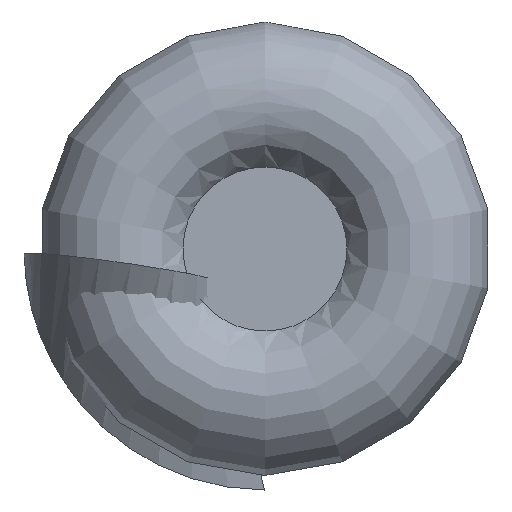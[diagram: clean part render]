
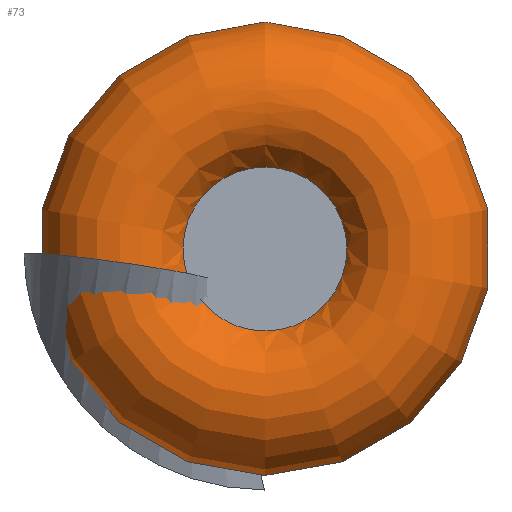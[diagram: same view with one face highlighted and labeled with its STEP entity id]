
A CAD part, left-side view. The second image highlights one B-rep face of the part: STEP entity #73.
In plain terms, the highlighted face is a revolution surface.
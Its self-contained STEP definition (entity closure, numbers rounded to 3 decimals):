
#58=SURFACE_OF_REVOLUTION('',#60,#59);
#59=AXIS1_PLACEMENT('',#410,#286);
#60=B_SPLINE_CURVE_WITH_KNOTS('',3,(#346,#347,#348,#349,#350,#351,#352,
#353,#354,#355,#356,#357,#358,#359,#360,#361,#362,#363,#364,#365,#366,#367,
#368,#369,#370,#371,#372,#373,#374,#375,#376,#377,#378,#379,#380,#381,#382,
#383,#384,#385,#386,#387,#388,#389,#390,#391,#392,#393,#394,#395,#396,#397,
#398,#399,#400,#401,#402,#403,#404,#405,#406,#407,#408,#409),
 .UNSPECIFIED.,.T.,.F.,(2,2,2,2,2,2,2,2,2,2,2,2,2,2,2,2,2,2,2,2,2,2,2,2,
2,2,2,2,2,2,2,2,2,2),(-0.063,0.,0.031,0.063,0.094,0.125,0.156,0.188,
0.219,0.25,0.281,0.313,0.344,0.375,0.406,0.438,0.469,0.5,0.531,
0.563,0.594,0.625,0.656,0.688,0.719,0.75,0.781,0.813,0.844,
0.875,0.906,0.938,1.,1.031),.UNSPECIFIED.);
#73=ADVANCED_FACE('',(#98,#99),#58,.T.);
#98=FACE_BOUND('',#128,.T.);
#99=FACE_BOUND('',#129,.T.);
#128=EDGE_LOOP('',(#160));
#129=EDGE_LOOP('',(#161));
#160=ORIENTED_EDGE('',*,*,#205,.F.);
#161=ORIENTED_EDGE('',*,*,#204,.T.);
#188=VERTEX_POINT('',#342);
#189=VERTEX_POINT('',#345);
#204=EDGE_CURVE('',#188,#188,#220,.T.);
#205=EDGE_CURVE('',#189,#189,#221,.T.);
#220=CIRCLE('',#240,10.47);
#221=CIRCLE('',#242,4.25);
#240=AXIS2_PLACEMENT_3D('',#341,#280,#281);
#242=AXIS2_PLACEMENT_3D('',#344,#284,#285);
#280=DIRECTION('',(-1.,0.,0.));
#281=DIRECTION('',(0.,0.,1.));
#284=DIRECTION('',(-1.,0.,0.));
#285=DIRECTION('',(0.,0.,1.));
#286=DIRECTION('',(-1.,0.,0.));
#341=CARTESIAN_POINT('',(8.263,0.,0.));
#342=CARTESIAN_POINT('',(8.263,0.,10.47));
#344=CARTESIAN_POINT('',(3.,0.,0.));
#345=CARTESIAN_POINT('',(3.,0.,4.25));
#346=CARTESIAN_POINT('',(4.653,3.681,0.));
#347=CARTESIAN_POINT('',(5.477,3.658,0.));
#348=CARTESIAN_POINT('',(5.754,3.672,0.));
#349=CARTESIAN_POINT('',(6.296,3.748,0.));
#350=CARTESIAN_POINT('',(6.561,3.809,0.));
#351=CARTESIAN_POINT('',(7.081,3.982,0.));
#352=CARTESIAN_POINT('',(7.334,4.094,0.));
#353=CARTESIAN_POINT('',(7.805,4.366,0.));
#354=CARTESIAN_POINT('',(8.028,4.528,0.));
#355=CARTESIAN_POINT('',(8.434,4.897,0.));
#356=CARTESIAN_POINT('',(8.613,5.102,0.));
#357=CARTESIAN_POINT('',(8.927,5.548,0.));
#358=CARTESIAN_POINT('',(9.06,5.792,0.));
#359=CARTESIAN_POINT('',(9.269,6.294,0.));
#360=CARTESIAN_POINT('',(9.346,6.554,0.));
#361=CARTESIAN_POINT('',(9.447,7.094,0.));
#362=CARTESIAN_POINT('',(9.468,7.368,0.));
#363=CARTESIAN_POINT('',(9.456,7.91,0.));
#364=CARTESIAN_POINT('',(9.423,8.184,0.));
#365=CARTESIAN_POINT('',(9.302,8.719,0.));
#366=CARTESIAN_POINT('',(9.216,8.976,0.));
#367=CARTESIAN_POINT('',(8.996,9.473,0.));
#368=CARTESIAN_POINT('',(8.86,9.715,0.));
#369=CARTESIAN_POINT('',(8.547,10.162,0.));
#370=CARTESIAN_POINT('',(8.371,10.368,0.));
#371=CARTESIAN_POINT('',(7.979,10.748,0.));
#372=CARTESIAN_POINT('',(7.763,10.921,0.));
#373=CARTESIAN_POINT('',(7.308,11.219,0.));
#374=CARTESIAN_POINT('',(7.067,11.346,0.));
#375=CARTESIAN_POINT('',(6.561,11.555,0.));
#376=CARTESIAN_POINT('',(6.297,11.635,0.));
#377=CARTESIAN_POINT('',(5.765,11.744,0.));
#378=CARTESIAN_POINT('',(5.493,11.773,0.));
#379=CARTESIAN_POINT('',(4.943,11.78,0.));
#380=CARTESIAN_POINT('',(4.672,11.757,0.));
#381=CARTESIAN_POINT('',(4.137,11.662,0.));
#382=CARTESIAN_POINT('',(3.871,11.588,0.));
#383=CARTESIAN_POINT('',(3.361,11.391,0.));
#384=CARTESIAN_POINT('',(3.118,11.269,0.));
#385=CARTESIAN_POINT('',(2.656,10.98,0.));
#386=CARTESIAN_POINT('',(2.436,10.81,0.));
#387=CARTESIAN_POINT('',(2.039,10.438,0.));
#388=CARTESIAN_POINT('',(1.86,10.233,0.));
#389=CARTESIAN_POINT('',(1.54,9.786,0.));
#390=CARTESIAN_POINT('',(1.404,9.548,0.));
#391=CARTESIAN_POINT('',(1.182,9.052,0.));
#392=CARTESIAN_POINT('',(1.094,8.789,0.));
#393=CARTESIAN_POINT('',(0.976,8.255,0.));
#394=CARTESIAN_POINT('',(0.945,7.985,0.));
#395=CARTESIAN_POINT('',(0.939,7.438,0.));
#396=CARTESIAN_POINT('',(0.965,7.162,0.));
#397=CARTESIAN_POINT('',(1.074,6.629,0.));
#398=CARTESIAN_POINT('',(1.156,6.367,0.));
#399=CARTESIAN_POINT('',(1.378,5.865,0.));
#400=CARTESIAN_POINT('',(1.513,5.63,0.));
#401=CARTESIAN_POINT('',(1.832,5.191,0.));
#402=CARTESIAN_POINT('',(2.019,4.985,0.));
#403=CARTESIAN_POINT('',(2.423,4.62,0.));
#404=CARTESIAN_POINT('',(2.641,4.461,0.));
#405=CARTESIAN_POINT('',(3.106,4.184,0.));
#406=CARTESIAN_POINT('',(3.356,4.066,0.));
#407=CARTESIAN_POINT('',(4.123,3.782,0.));
#408=CARTESIAN_POINT('',(4.653,3.681,0.));
#409=CARTESIAN_POINT('',(5.477,3.658,0.));
#410=CARTESIAN_POINT('',(0.,0.,0.));
